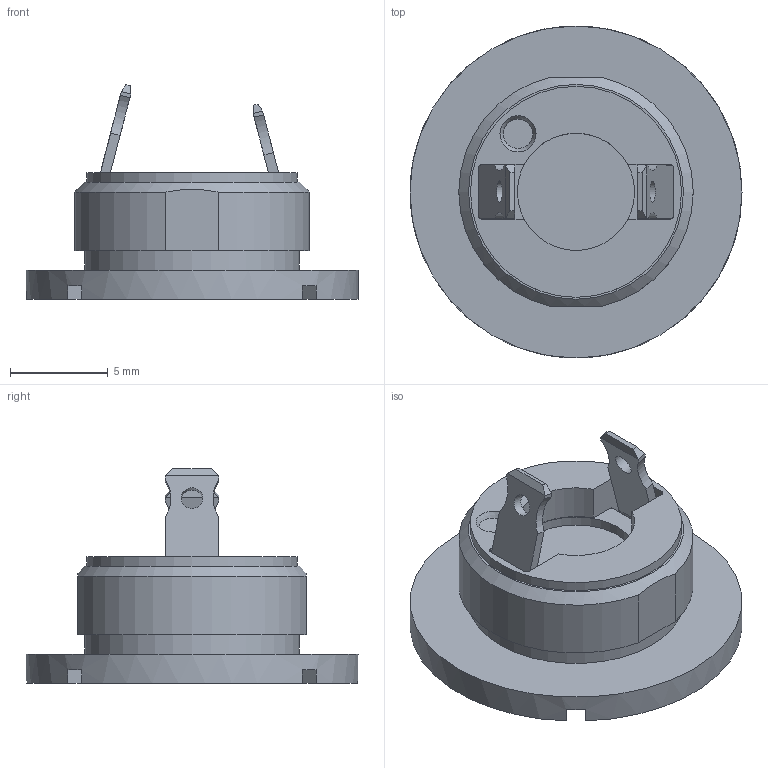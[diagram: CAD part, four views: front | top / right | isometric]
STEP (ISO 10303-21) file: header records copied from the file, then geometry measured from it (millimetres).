
FILE_DESCRIPTION(/* description */ (''),/* implementation_level */ '2;1');
FILE_NAME(/* name */ 'RB-RPDX0002(PD3).stp',/* time_stamp */ '2022-11-04T14:16:20+09:00',/* author */ ('Mugikura.Atsushi'),/* organization */ (''),/* preprocessor_version */ 'ST-DEVELOPER v17.2',/* originating_system */ 'Autodesk Inventor 2019',/* authorisation */ '');
FILE_SCHEMA (('AUTOMOTIVE_DESIGN { 1 0 10303 214 3 1 1 }'));
Length unit declared in the file: millimetre
Products named in the file (1): RB-RPDX0002(PD3)
Bounding box: 17 x 17 x 11 mm (x, y, z)
Volume: 654.8 mm3; surface area: 1151.2 mm2
Topology: 1 solids, 1 shells, 115 faces, 308 edges, 198 vertices
Faces by surface type: plane 77, cylinder 36, cone 2
Full cylindrical faces by diameter (mm): 1.1 x2, 6 x3, 6.5 x1, 8.2 x1, 8.4 x1, 10 x1, 10.8 x1, 11 x1, 17 x1
Entity records: 3824 total; most frequent: CARTESIAN_POINT 673, DIRECTION 626, ORIENTED_EDGE 616, EDGE_CURVE 308, AXIS2_PLACEMENT_3D 215, VERTEX_POINT 198, LINE 196, VECTOR 196
